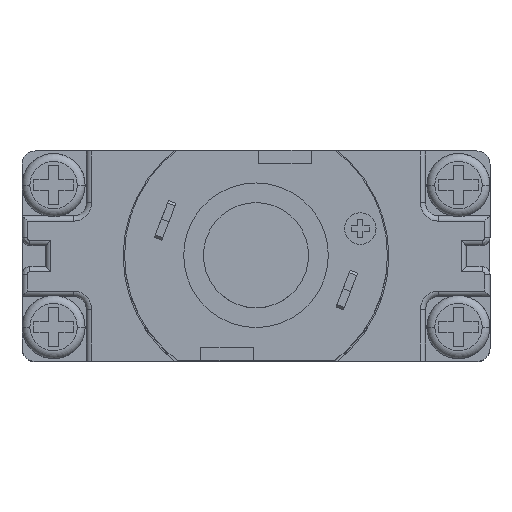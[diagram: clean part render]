
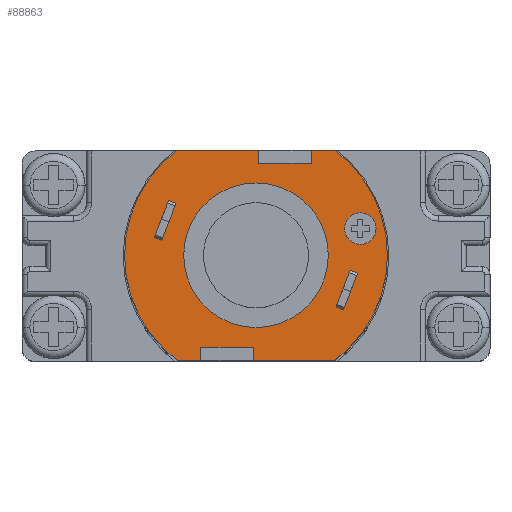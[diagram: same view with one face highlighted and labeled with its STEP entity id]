
A CAD part, top view. The second image highlights one B-rep face of the part: STEP entity #88863.
In plain terms, the highlighted face is planar.
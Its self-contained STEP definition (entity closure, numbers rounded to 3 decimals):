
#87648=DIRECTION('',(0.,0.,1.));
#87649=VECTOR('',#87648,0.5);
#87650=CARTESIAN_POINT('',(2.1,0.,3.5));
#87651=LINE('',#87650,#87649);
#87652=CARTESIAN_POINT('',(0.,0.,0.));
#87653=DIRECTION('',(0.,1.,0.));
#87654=DIRECTION('',(0.6,0.,0.8));
#87655=AXIS2_PLACEMENT_3D('',#87652,#87653,#87654);
#87657=CARTESIAN_POINT('',(0.,0.,0.));
#87658=DIRECTION('',(0.,1.,0.));
#87659=DIRECTION('',(1.,0.,0.));
#87660=AXIS2_PLACEMENT_3D('',#87657,#87658,#87659);
#87662=DIRECTION('',(0.,0.,-1.));
#87663=VECTOR('',#87662,0.5);
#87664=CARTESIAN_POINT('',(-2.1,0.,-3.5));
#87665=LINE('',#87664,#87663);
#87666=CARTESIAN_POINT('',(0.,0.,0.));
#87667=DIRECTION('',(0.,1.,0.));
#87668=DIRECTION('',(-0.6,0.,-0.8));
#87669=AXIS2_PLACEMENT_3D('',#87666,#87667,#87668);
#87671=CARTESIAN_POINT('',(0.,0.,0.));
#87672=DIRECTION('',(0.,1.,0.));
#87673=DIRECTION('',(-1.,0.,0.));
#87674=AXIS2_PLACEMENT_3D('',#87671,#87672,#87673);
#87676=DIRECTION('',(-0.358,0.,-0.934));
#87677=VECTOR('',#87676,1.212);
#87678=CARTESIAN_POINT('',(-3.377,0.,
1.945));
#87679=LINE('',#87678,#87677);
#87680=DIRECTION('',(0.934,0.,-0.358));
#87681=VECTOR('',#87680,0.3);
#87682=CARTESIAN_POINT('',(-3.811,0.,
0.814));
#87683=LINE('',#87682,#87681);
#87684=DIRECTION('',(0.358,0.,0.934));
#87685=VECTOR('',#87684,1.212);
#87686=CARTESIAN_POINT('',(-3.531,0.,
0.707));
#87687=LINE('',#87686,#87685);
#87688=DIRECTION('',(-0.934,0.,0.358));
#87689=VECTOR('',#87688,0.3);
#87690=CARTESIAN_POINT('',(-3.097,0.,
1.838));
#87691=LINE('',#87690,#87689);
#87692=DIRECTION('',(-0.358,0.,
-0.934));
#87693=VECTOR('',#87692,1.212);
#87694=CARTESIAN_POINT('',(3.531,0.,
-0.707));
#87695=LINE('',#87694,#87693);
#87696=DIRECTION('',(0.934,0.,-0.358));
#87697=VECTOR('',#87696,0.3);
#87698=CARTESIAN_POINT('',(3.097,0.,
-1.838));
#87699=LINE('',#87698,#87697);
#87700=DIRECTION('',(0.358,0.,0.934));
#87701=VECTOR('',#87700,1.212);
#87702=CARTESIAN_POINT('',(3.377,0.,
-1.945));
#87703=LINE('',#87702,#87701);
#87704=DIRECTION('',(-0.934,0.,0.358));
#87705=VECTOR('',#87704,0.3);
#87706=CARTESIAN_POINT('',(3.811,0.,
-0.814));
#87707=LINE('',#87706,#87705);
#87708=CARTESIAN_POINT('',(3.968,0.,1.013));
#87709=DIRECTION('',(0.,-1.,0.));
#87710=DIRECTION('',(1.,0.,0.));
#87711=AXIS2_PLACEMENT_3D('',#87708,#87709,#87710);
#87713=CARTESIAN_POINT('',(3.968,0.,1.013));
#87714=DIRECTION('',(0.,-1.,0.));
#87715=DIRECTION('',(-1.,0.,0.));
#87716=AXIS2_PLACEMENT_3D('',#87713,#87714,#87715);
#87718=CARTESIAN_POINT('',(0.,0.,0.));
#87719=DIRECTION('',(0.,-1.,0.));
#87720=DIRECTION('',(-1.,0.,0.));
#87721=AXIS2_PLACEMENT_3D('',#87718,#87719,#87720);
#87723=CARTESIAN_POINT('',(0.,0.,0.));
#87724=DIRECTION('',(0.,-1.,0.));
#87725=DIRECTION('',(1.,0.,0.));
#87726=AXIS2_PLACEMENT_3D('',#87723,#87724,#87725);
#87728=DIRECTION('',(0.,0.,1.));
#87729=VECTOR('',#87728,0.5);
#87730=CARTESIAN_POINT('',(0.1,0.,3.5));
#87731=LINE('',#87730,#87729);
#87736=DIRECTION('',(-1.,0.,0.));
#87737=VECTOR('',#87736,3.1);
#87738=CARTESIAN_POINT('',(0.1,0.,4.));
#87739=LINE('',#87738,#87737);
#87740=DIRECTION('',(-1.,0.,0.));
#87741=VECTOR('',#87740,0.9);
#87742=CARTESIAN_POINT('',(3.,0.,4.));
#87743=LINE('',#87742,#87741);
#87760=DIRECTION('',(1.,0.,0.));
#87761=VECTOR('',#87760,3.1);
#87762=CARTESIAN_POINT('',(-0.1,0.,-4.));
#87763=LINE('',#87762,#87761);
#87764=DIRECTION('',(1.,0.,0.));
#87765=VECTOR('',#87764,0.9);
#87766=CARTESIAN_POINT('',(-3.,0.,-4.));
#87767=LINE('',#87766,#87765);
#87992=DIRECTION('',(1.,0.,0.));
#87993=VECTOR('',#87992,2.);
#87994=CARTESIAN_POINT('',(-2.1,0.,-3.5));
#87995=LINE('',#87994,#87993);
#88000=DIRECTION('',(0.,0.,-1.));
#88001=VECTOR('',#88000,0.5);
#88002=CARTESIAN_POINT('',(-0.1,0.,-3.5));
#88003=LINE('',#88002,#88001);
#88028=DIRECTION('',(-1.,0.,0.));
#88029=VECTOR('',#88028,2.);
#88030=CARTESIAN_POINT('',(2.1,0.,3.5));
#88031=LINE('',#88030,#88029);
#88520=CARTESIAN_POINT('',(0.1,0.,3.5));
#88521=CARTESIAN_POINT('',(0.1,0.,4.));
#88522=VERTEX_POINT('',#88520);
#88523=VERTEX_POINT('',#88521);
#88524=CARTESIAN_POINT('',(2.1,0.,3.5));
#88525=VERTEX_POINT('',#88524);
#88526=CARTESIAN_POINT('',(2.1,0.,4.));
#88527=VERTEX_POINT('',#88526);
#88528=CARTESIAN_POINT('',(3.,0.,4.));
#88529=VERTEX_POINT('',#88528);
#88530=CARTESIAN_POINT('',(5.,0.,0.));
#88531=VERTEX_POINT('',#88530);
#88532=CARTESIAN_POINT('',(3.,0.,-4.));
#88533=VERTEX_POINT('',#88532);
#88534=CARTESIAN_POINT('',(-0.1,0.,-4.));
#88535=VERTEX_POINT('',#88534);
#88536=CARTESIAN_POINT('',(-0.1,0.,-3.5));
#88537=VERTEX_POINT('',#88536);
#88538=CARTESIAN_POINT('',(-2.1,0.,-3.5));
#88539=VERTEX_POINT('',#88538);
#88540=CARTESIAN_POINT('',(-2.1,0.,-4.));
#88541=VERTEX_POINT('',#88540);
#88542=CARTESIAN_POINT('',(-3.,0.,-4.));
#88543=VERTEX_POINT('',#88542);
#88544=CARTESIAN_POINT('',(-5.,0.,0.));
#88545=VERTEX_POINT('',#88544);
#88546=CARTESIAN_POINT('',(-3.,0.,4.));
#88547=VERTEX_POINT('',#88546);
#88548=CARTESIAN_POINT('',(-3.377,0.,
1.945));
#88549=CARTESIAN_POINT('',(-3.811,0.,
0.814));
#88550=VERTEX_POINT('',#88548);
#88551=VERTEX_POINT('',#88549);
#88552=CARTESIAN_POINT('',(-3.531,0.,
0.707));
#88553=VERTEX_POINT('',#88552);
#88554=CARTESIAN_POINT('',(-3.097,0.,
1.838));
#88555=VERTEX_POINT('',#88554);
#88556=CARTESIAN_POINT('',(3.531,0.,
-0.707));
#88557=CARTESIAN_POINT('',(3.097,0.,
-1.838));
#88558=VERTEX_POINT('',#88556);
#88559=VERTEX_POINT('',#88557);
#88560=CARTESIAN_POINT('',(3.377,0.,
-1.945));
#88561=VERTEX_POINT('',#88560);
#88562=CARTESIAN_POINT('',(3.811,0.,
-0.814));
#88563=VERTEX_POINT('',#88562);
#88564=CARTESIAN_POINT('',(4.568,0.,1.013));
#88565=CARTESIAN_POINT('',(3.368,0.,1.013));
#88566=VERTEX_POINT('',#88564);
#88567=VERTEX_POINT('',#88565);
#88568=CARTESIAN_POINT('',(-2.75,0.,0.));
#88569=CARTESIAN_POINT('',(2.75,0.,0.));
#88570=VERTEX_POINT('',#88568);
#88571=VERTEX_POINT('',#88569);
#88796=CARTESIAN_POINT('',(0.,0.,0.));
#88797=DIRECTION('',(0.,1.,0.));
#88798=DIRECTION('',(1.,0.,0.));
#88799=AXIS2_PLACEMENT_3D('',#88796,#88797,#88798);
#88800=PLANE('',#88799);
#88802=ORIENTED_EDGE('',*,*,#88801,.F.);
#88804=ORIENTED_EDGE('',*,*,#88803,.F.);
#88806=ORIENTED_EDGE('',*,*,#88805,.T.);
#88808=ORIENTED_EDGE('',*,*,#88807,.F.);
#88810=ORIENTED_EDGE('',*,*,#88809,.T.);
#88812=ORIENTED_EDGE('',*,*,#88811,.T.);
#88814=ORIENTED_EDGE('',*,*,#88813,.F.);
#88816=ORIENTED_EDGE('',*,*,#88815,.F.);
#88818=ORIENTED_EDGE('',*,*,#88817,.F.);
#88820=ORIENTED_EDGE('',*,*,#88819,.T.);
#88822=ORIENTED_EDGE('',*,*,#88821,.F.);
#88824=ORIENTED_EDGE('',*,*,#88823,.T.);
#88826=ORIENTED_EDGE('',*,*,#88825,.T.);
#88828=ORIENTED_EDGE('',*,*,#88827,.F.);
#88829=EDGE_LOOP('',(#88802,#88804,#88806,#88808,#88810,#88812,#88814,#88816,
#88818,#88820,#88822,#88824,#88826,#88828));
#88830=FACE_OUTER_BOUND('',#88829,.F.);
#88832=ORIENTED_EDGE('',*,*,#88831,.T.);
#88834=ORIENTED_EDGE('',*,*,#88833,.T.);
#88836=ORIENTED_EDGE('',*,*,#88835,.T.);
#88838=ORIENTED_EDGE('',*,*,#88837,.T.);
#88839=EDGE_LOOP('',(#88832,#88834,#88836,#88838));
#88840=FACE_BOUND('',#88839,.F.);
#88842=ORIENTED_EDGE('',*,*,#88841,.T.);
#88844=ORIENTED_EDGE('',*,*,#88843,.T.);
#88846=ORIENTED_EDGE('',*,*,#88845,.T.);
#88848=ORIENTED_EDGE('',*,*,#88847,.T.);
#88849=EDGE_LOOP('',(#88842,#88844,#88846,#88848));
#88850=FACE_BOUND('',#88849,.F.);
#88852=ORIENTED_EDGE('',*,*,#88851,.T.);
#88854=ORIENTED_EDGE('',*,*,#88853,.T.);
#88855=EDGE_LOOP('',(#88852,#88854));
#88856=FACE_BOUND('',#88855,.F.);
#88858=ORIENTED_EDGE('',*,*,#88857,.T.);
#88860=ORIENTED_EDGE('',*,*,#88859,.T.);
#88861=EDGE_LOOP('',(#88858,#88860));
#88862=FACE_BOUND('',#88861,.F.);
#88863=ADVANCED_FACE('',(#88830,#88840,#88850,#88856,#88862),#88800,.F.);
#87656=CIRCLE('',#87655,5.);
#87661=CIRCLE('',#87660,5.);
#87670=CIRCLE('',#87669,5.);
#87675=CIRCLE('',#87674,5.);
#87712=CIRCLE('',#87711,0.6);
#87717=CIRCLE('',#87716,0.6);
#87722=CIRCLE('',#87721,2.75);
#87727=CIRCLE('',#87726,2.75);
#88801=EDGE_CURVE('',#88522,#88523,#87731,.T.);
#88803=EDGE_CURVE('',#88525,#88522,#88031,.T.);
#88805=EDGE_CURVE('',#88525,#88527,#87651,.T.);
#88807=EDGE_CURVE('',#88529,#88527,#87743,.T.);
#88809=EDGE_CURVE('',#88529,#88531,#87656,.T.);
#88811=EDGE_CURVE('',#88531,#88533,#87661,.T.);
#88813=EDGE_CURVE('',#88535,#88533,#87763,.T.);
#88815=EDGE_CURVE('',#88537,#88535,#88003,.T.);
#88817=EDGE_CURVE('',#88539,#88537,#87995,.T.);
#88819=EDGE_CURVE('',#88539,#88541,#87665,.T.);
#88821=EDGE_CURVE('',#88543,#88541,#87767,.T.);
#88823=EDGE_CURVE('',#88543,#88545,#87670,.T.);
#88825=EDGE_CURVE('',#88545,#88547,#87675,.T.);
#88827=EDGE_CURVE('',#88523,#88547,#87739,.T.);
#88831=EDGE_CURVE('',#88550,#88551,#87679,.T.);
#88833=EDGE_CURVE('',#88551,#88553,#87683,.T.);
#88835=EDGE_CURVE('',#88553,#88555,#87687,.T.);
#88837=EDGE_CURVE('',#88555,#88550,#87691,.T.);
#88841=EDGE_CURVE('',#88558,#88559,#87695,.T.);
#88843=EDGE_CURVE('',#88559,#88561,#87699,.T.);
#88845=EDGE_CURVE('',#88561,#88563,#87703,.T.);
#88847=EDGE_CURVE('',#88563,#88558,#87707,.T.);
#88851=EDGE_CURVE('',#88566,#88567,#87712,.T.);
#88853=EDGE_CURVE('',#88567,#88566,#87717,.T.);
#88857=EDGE_CURVE('',#88570,#88571,#87722,.T.);
#88859=EDGE_CURVE('',#88571,#88570,#87727,.T.);
